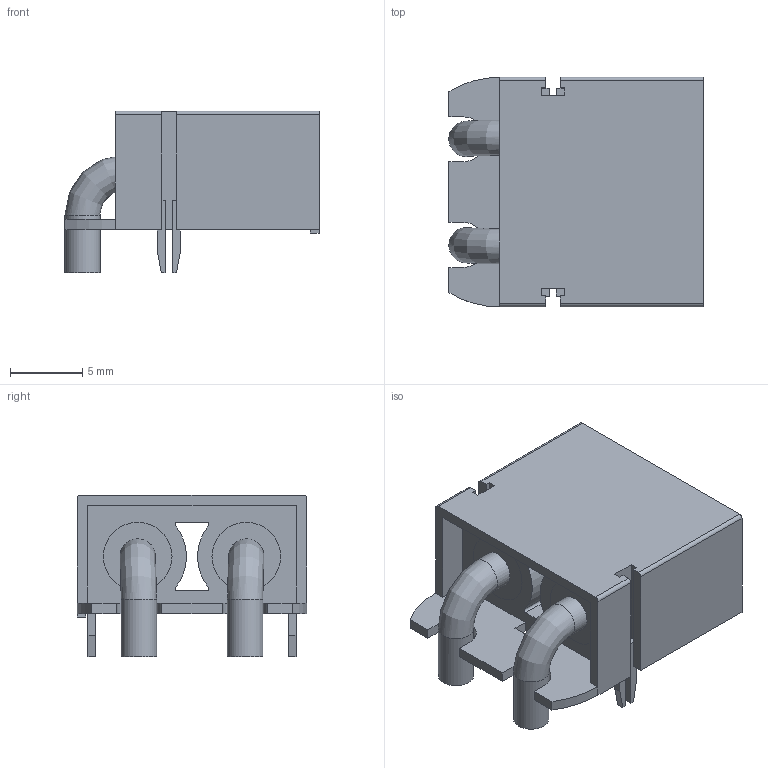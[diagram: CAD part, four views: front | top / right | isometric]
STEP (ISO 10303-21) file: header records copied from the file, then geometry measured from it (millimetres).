
FILE_DESCRIPTION(/* description */ (''),/* implementation_level */ '2;1');
FILE_NAME(/* name */ 'XT60PW-M20 v6.step',/* time_stamp */ '2020-11-29T17:49:55-05:00',/* author */ (''),/* organization */ (''),/* preprocessor_version */ 'ST-DEVELOPER v18.1',/* originating_system */ 'Autodesk Translation Framework v9.3.0.1241',/* authorisation */ '');
FILE_SCHEMA (('AUTOMOTIVE_DESIGN { 1 0 10303 214 3 1 1 }'));
Length unit declared in the file: millimetre
Products named in the file (1): XT60PW-M20
Bounding box: 17.6 x 15.9 x 11.2 mm (x, y, z)
Volume: 1055 mm3; surface area: 2233.3 mm2
Topology: 7 solids, 7 shells, 124 faces, 313 edges, 208 vertices
Faces by surface type: plane 94, cylinder 26, bspline 4
Full cylindrical faces by diameter (mm): 1.7 x2, 2.45 x2, 3.6 x2, 4.75 x4
Entity records: 3872 total; most frequent: CARTESIAN_POINT 770, ORIENTED_EDGE 626, DIRECTION 623, EDGE_CURVE 313, LINE 241, VECTOR 241, VERTEX_POINT 208, AXIS2_PLACEMENT_3D 191
